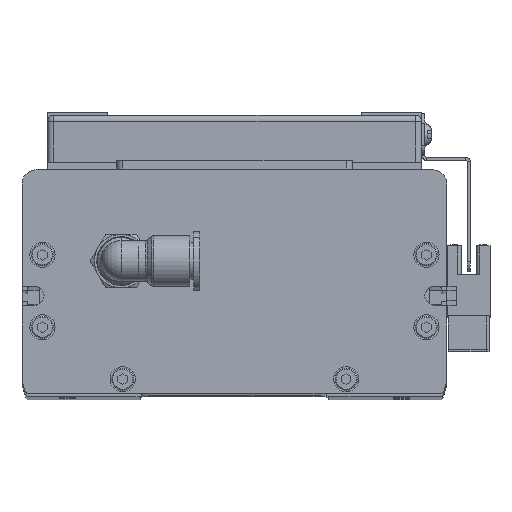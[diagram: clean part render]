
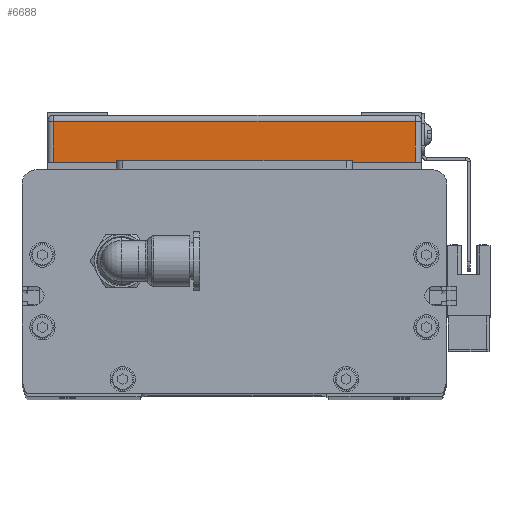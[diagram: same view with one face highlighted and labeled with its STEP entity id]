
A CAD part, top view. The second image highlights one B-rep face of the part: STEP entity #6688.
In plain terms, the highlighted face is planar.
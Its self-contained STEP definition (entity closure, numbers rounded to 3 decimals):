
#572 = VECTOR ( 'NONE', #16333, 1000. ) ;
#688 = EDGE_CURVE ( 'NONE', #30401, #21323, #4881, .T. ) ;
#1395 = LINE ( 'NONE', #27122, #572 ) ;
#2169 = VERTEX_POINT ( 'NONE', #11588 ) ;
#3292 = EDGE_CURVE ( 'NONE', #2169, #21323, #1395, .T. ) ;
#4699 = EDGE_CURVE ( 'NONE', #32222, #2169, #6176, .T. ) ;
#4881 = LINE ( 'NONE', #12729, #6533 ) ;
#6176 = LINE ( 'NONE', #28911, #32513 ) ;
#6533 = VECTOR ( 'NONE', #18111, 1000. ) ;
#6688 = ADVANCED_FACE ( 'NONE', ( #23248 ), #20101, .F. ) ;
#6723 = ORIENTED_EDGE ( 'NONE', *, *, #688, .F. ) ;
#11588 = CARTESIAN_POINT ( 'NONE',  ( -57.5, -95., 16. ) ) ;
#12291 = CARTESIAN_POINT ( 'NONE',  ( -59.5, -95., 19. ) ) ;
#12596 = VECTOR ( 'NONE', #27604, 1000. ) ;
#12659 = ORIENTED_EDGE ( 'NONE', *, *, #3292, .T. ) ;
#12729 = CARTESIAN_POINT ( 'NONE',  ( 59.5, -95., 3. ) ) ;
#14225 = LINE ( 'NONE', #24733, #12596 ) ;
#15033 = AXIS2_PLACEMENT_3D ( 'NONE', #12291, #30590, #30820 ) ;
#16333 = DIRECTION ( 'NONE',  ( 0., 0., -1. ) ) ;
#16456 = EDGE_CURVE ( 'NONE', #30401, #32222, #14225, .T. ) ;
#18111 = DIRECTION ( 'NONE',  ( -1., 0., 0. ) ) ;
#18309 = EDGE_LOOP ( 'NONE', ( #12659, #6723, #22981, #31620 ) ) ;
#20101 = PLANE ( 'NONE',  #15033 ) ;
#21323 = VERTEX_POINT ( 'NONE', #31452 ) ;
#22981 = ORIENTED_EDGE ( 'NONE', *, *, #16456, .T. ) ;
#23248 = FACE_OUTER_BOUND ( 'NONE', #18309, .T. ) ;
#24733 = CARTESIAN_POINT ( 'NONE',  ( 57.5, -95., 19. ) ) ;
#25100 = CARTESIAN_POINT ( 'NONE',  ( 57.5, -95., 3. ) ) ;
#26256 = DIRECTION ( 'NONE',  ( -1., 0., 0. ) ) ;
#26745 = CARTESIAN_POINT ( 'NONE',  ( 57.5, -95., 16. ) ) ;
#27122 = CARTESIAN_POINT ( 'NONE',  ( -57.5, -95., 19. ) ) ;
#27604 = DIRECTION ( 'NONE',  ( 0., 0., 1. ) ) ;
#28911 = CARTESIAN_POINT ( 'NONE',  ( -59.5, -95., 16. ) ) ;
#30401 = VERTEX_POINT ( 'NONE', #25100 ) ;
#30590 = DIRECTION ( 'NONE',  ( 0., 1., 0. ) ) ;
#30820 = DIRECTION ( 'NONE',  ( 0., 0., 1. ) ) ;
#31452 = CARTESIAN_POINT ( 'NONE',  ( -57.5, -95., 3. ) ) ;
#31620 = ORIENTED_EDGE ( 'NONE', *, *, #4699, .T. ) ;
#32222 = VERTEX_POINT ( 'NONE', #26745 ) ;
#32513 = VECTOR ( 'NONE', #26256, 1000. ) ;
